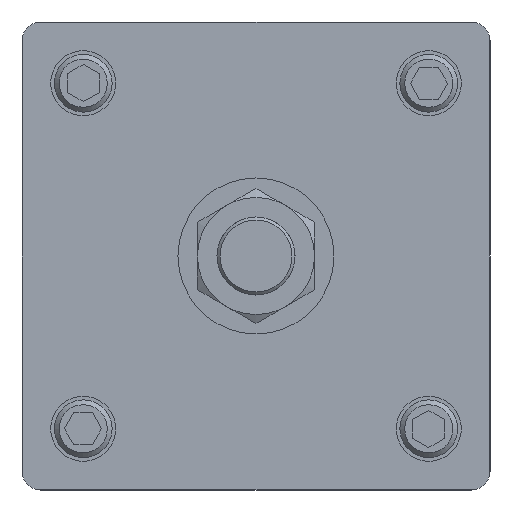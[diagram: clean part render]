
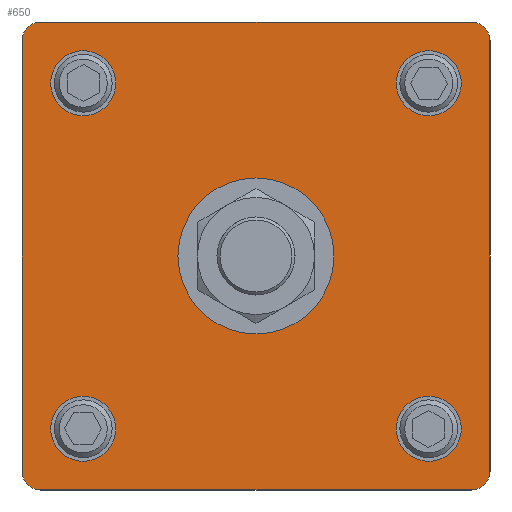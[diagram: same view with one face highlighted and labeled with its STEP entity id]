
A CAD part, left-side view. The second image highlights one B-rep face of the part: STEP entity #650.
In plain terms, the highlighted planar face has unit normal (-1, 0, 0).
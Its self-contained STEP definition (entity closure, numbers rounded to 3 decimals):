
#650 = ADVANCED_FACE( '', ( #1295, #1296, #1297, #1298, #1299, #1300 ), #1301, .F. );
#1295 = FACE_BOUND( '', #1909, .T. );
#1296 = FACE_BOUND( '', #1910, .T. );
#1297 = FACE_BOUND( '', #1911, .T. );
#1298 = FACE_BOUND( '', #1912, .T. );
#1299 = FACE_BOUND( '', #1913, .T. );
#1300 = FACE_OUTER_BOUND( '', #1914, .T. );
#1301 = PLANE( '', #1915 );
#1909 = EDGE_LOOP( '', ( #3085 ) );
#1910 = EDGE_LOOP( '', ( #3086 ) );
#1911 = EDGE_LOOP( '', ( #3087 ) );
#1912 = EDGE_LOOP( '', ( #3088 ) );
#1913 = EDGE_LOOP( '', ( #3089 ) );
#1914 = EDGE_LOOP( '', ( #3090, #3091, #3092, #3093, #3094, #3095, #3096, #3097 ) );
#1915 = AXIS2_PLACEMENT_3D( '', #3098, #3099, #3100 );
#3085 = ORIENTED_EDGE( '', *, *, #3350, .T. );
#3086 = ORIENTED_EDGE( '', *, *, #3247, .T. );
#3087 = ORIENTED_EDGE( '', *, *, #3507, .T. );
#3088 = ORIENTED_EDGE( '', *, *, #3473, .T. );
#3089 = ORIENTED_EDGE( '', *, *, #3556, .F. );
#3090 = ORIENTED_EDGE( '', *, *, #3500, .T. );
#3091 = ORIENTED_EDGE( '', *, *, #3252, .F. );
#3092 = ORIENTED_EDGE( '', *, *, #3538, .T. );
#3093 = ORIENTED_EDGE( '', *, *, #3391, .F. );
#3094 = ORIENTED_EDGE( '', *, *, #3466, .T. );
#3095 = ORIENTED_EDGE( '', *, *, #3167, .F. );
#3096 = ORIENTED_EDGE( '', *, *, #3567, .T. );
#3097 = ORIENTED_EDGE( '', *, *, #3379, .F. );
#3098 = CARTESIAN_POINT( '', ( 0., 0., 0. ) );
#3099 = DIRECTION( '', ( 1., 0., 0. ) );
#3100 = DIRECTION( '', ( 0., 1., 0. ) );
#3167 = EDGE_CURVE( '', #3615, #3617, #3618, .T. );
#3247 = EDGE_CURVE( '', #3751, #3751, #3752, .T. );
#3252 = EDGE_CURVE( '', #3759, #3761, #3762, .T. );
#3350 = EDGE_CURVE( '', #3919, #3919, #3920, .T. );
#3379 = EDGE_CURVE( '', #3964, #3966, #3967, .T. );
#3391 = EDGE_CURVE( '', #3981, #3983, #3984, .T. );
#3466 = EDGE_CURVE( '', #3981, #3617, #4090, .T. );
#3473 = EDGE_CURVE( '', #4100, #4100, #4101, .T. );
#3500 = EDGE_CURVE( '', #3964, #3761, #4135, .T. );
#3507 = EDGE_CURVE( '', #4143, #4143, #4144, .T. );
#3538 = EDGE_CURVE( '', #3759, #3983, #4181, .T. );
#3556 = EDGE_CURVE( '', #4200, #4200, #4201, .T. );
#3567 = EDGE_CURVE( '', #3615, #3966, #4212, .T. );
#3615 = VERTEX_POINT( '', #4262 );
#3617 = VERTEX_POINT( '', #4265 );
#3618 = LINE( '', #4266, #4267 );
#3751 = VERTEX_POINT( '', #4539 );
#3752 = CIRCLE( '', #4540, 7.938 );
#3759 = VERTEX_POINT( '', #4548 );
#3761 = VERTEX_POINT( '', #4551 );
#3762 = LINE( '', #4552, #4553 );
#3919 = VERTEX_POINT( '', #4914 );
#3920 = CIRCLE( '', #4915, 7.938 );
#3964 = VERTEX_POINT( '', #4983 );
#3966 = VERTEX_POINT( '', #4986 );
#3967 = LINE( '', #4987, #4988 );
#3981 = VERTEX_POINT( '', #5006 );
#3983 = VERTEX_POINT( '', #5009 );
#3984 = LINE( '', #5010, #5011 );
#4090 = CIRCLE( '', #5185, 4.572 );
#4100 = VERTEX_POINT( '', #5195 );
#4101 = CIRCLE( '', #5196, 7.938 );
#4135 = CIRCLE( '', #5239, 4.572 );
#4143 = VERTEX_POINT( '', #5248 );
#4144 = CIRCLE( '', #5249, 7.938 );
#4181 = CIRCLE( '', #5339, 4.572 );
#4200 = VERTEX_POINT( '', #5363 );
#4201 = CIRCLE( '', #5364, 19.05 );
#4212 = CIRCLE( '', #5376, 4.572 );
#4262 = CARTESIAN_POINT( '', ( 0., -52.578, -57.15 ) );
#4265 = CARTESIAN_POINT( '', ( 0., 52.578, -57.15 ) );
#4266 = CARTESIAN_POINT( '', ( 0., -25.4, -57.15 ) );
#4267 = VECTOR( '', #5460, 1000. );
#4539 = CARTESIAN_POINT( '', ( 0., 42.207, -50.145 ) );
#4540 = AXIS2_PLACEMENT_3D( '', #5572, #5573, #5574 );
#4548 = CARTESIAN_POINT( '', ( 0., 52.578, 57.15 ) );
#4551 = CARTESIAN_POINT( '', ( 0., -52.578, 57.15 ) );
#4552 = CARTESIAN_POINT( '', ( 0., 25.4, 57.15 ) );
#4553 = VECTOR( '', #5580, 1000. );
#4914 = CARTESIAN_POINT( '', ( 0., -50.145, -42.207 ) );
#4915 = AXIS2_PLACEMENT_3D( '', #5703, #5704, #5705 );
#4983 = CARTESIAN_POINT( '', ( 0., -57.15, 52.578 ) );
#4986 = CARTESIAN_POINT( '', ( 0., -57.15, -52.578 ) );
#4987 = CARTESIAN_POINT( '', ( 0., -57.15, 25.4 ) );
#4988 = VECTOR( '', #5740, 1000. );
#5006 = CARTESIAN_POINT( '', ( 0., 57.15, -52.578 ) );
#5009 = CARTESIAN_POINT( '', ( 0., 57.15, 52.578 ) );
#5010 = CARTESIAN_POINT( '', ( 0., 57.15, -25.4 ) );
#5011 = VECTOR( '', #5752, 1000. );
#5185 = AXIS2_PLACEMENT_3D( '', #5829, #5830, #5831 );
#5195 = CARTESIAN_POINT( '', ( 0., -42.207, 50.145 ) );
#5196 = AXIS2_PLACEMENT_3D( '', #5841, #5842, #5843 );
#5239 = AXIS2_PLACEMENT_3D( '', #5865, #5866, #5867 );
#5248 = CARTESIAN_POINT( '', ( 0., 50.145, 42.207 ) );
#5249 = AXIS2_PLACEMENT_3D( '', #5872, #5873, #5874 );
#5339 = AXIS2_PLACEMENT_3D( '', #5904, #5905, #5906 );
#5363 = CARTESIAN_POINT( '', ( 0., 0., 19.05 ) );
#5364 = AXIS2_PLACEMENT_3D( '', #5918, #5919, #5920 );
#5376 = AXIS2_PLACEMENT_3D( '', #5925, #5926, #5927 );
#5460 = DIRECTION( '', ( 0., 1., 0. ) );
#5572 = CARTESIAN_POINT( '', ( 0., 42.207, -42.207 ) );
#5573 = DIRECTION( '', ( 1., 0., 0. ) );
#5574 = DIRECTION( '', ( 0., 0., -1. ) );
#5580 = DIRECTION( '', ( 0., -1., 0. ) );
#5703 = CARTESIAN_POINT( '', ( 0., -42.207, -42.207 ) );
#5704 = DIRECTION( '', ( 1., 0., 0. ) );
#5705 = DIRECTION( '', ( 0., -1., 0. ) );
#5740 = DIRECTION( '', ( 0., 0., -1. ) );
#5752 = DIRECTION( '', ( 0., 0., 1. ) );
#5829 = CARTESIAN_POINT( '', ( 0., 52.578, -52.578 ) );
#5830 = DIRECTION( '', ( -1., 0., 0. ) );
#5831 = DIRECTION( '', ( 0., 0., -1. ) );
#5841 = CARTESIAN_POINT( '', ( 0., -42.207, 42.207 ) );
#5842 = DIRECTION( '', ( 1., 0., 0. ) );
#5843 = DIRECTION( '', ( 0., 0., 1. ) );
#5865 = CARTESIAN_POINT( '', ( 0., -52.578, 52.578 ) );
#5866 = DIRECTION( '', ( -1., 0., 0. ) );
#5867 = DIRECTION( '', ( 0., 0., -1. ) );
#5872 = CARTESIAN_POINT( '', ( 0., 42.207, 42.207 ) );
#5873 = DIRECTION( '', ( 1., 0., 0. ) );
#5874 = DIRECTION( '', ( 0., 1., 0. ) );
#5904 = CARTESIAN_POINT( '', ( 0., 52.578, 52.578 ) );
#5905 = DIRECTION( '', ( -1., 0., 0. ) );
#5906 = DIRECTION( '', ( 0., 0., -1. ) );
#5918 = CARTESIAN_POINT( '', ( 0., 0., 0. ) );
#5919 = DIRECTION( '', ( -1., 0., 0. ) );
#5920 = DIRECTION( '', ( 0., 0., 1. ) );
#5925 = CARTESIAN_POINT( '', ( 0., -52.578, -52.578 ) );
#5926 = DIRECTION( '', ( -1., 0., 0. ) );
#5927 = DIRECTION( '', ( 0., 0., -1. ) );
